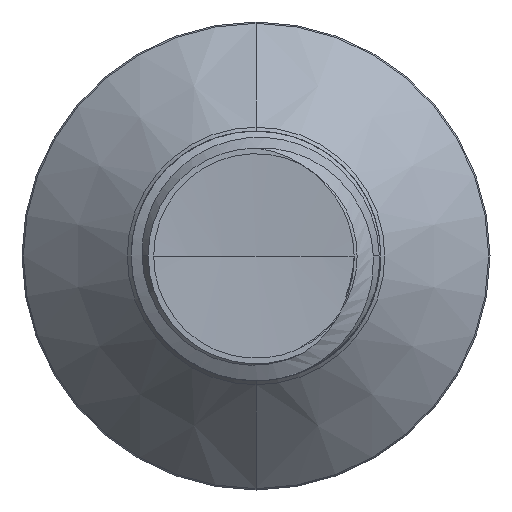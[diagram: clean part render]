
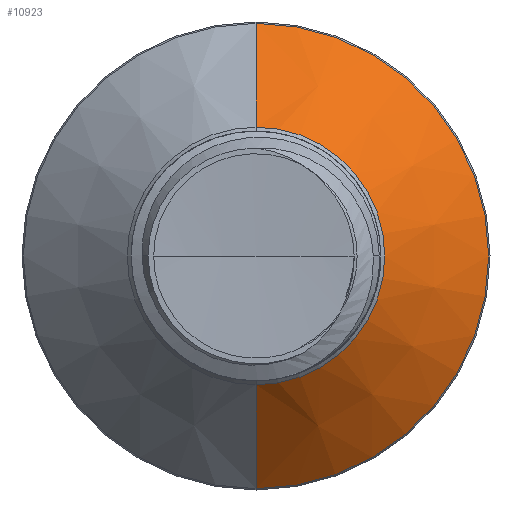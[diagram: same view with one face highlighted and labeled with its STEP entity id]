
A CAD part, front view. The second image highlights one B-rep face of the part: STEP entity #10923.
In plain terms, the highlighted conical face has half-angle 45 degrees and reference radius 2.064 mm.
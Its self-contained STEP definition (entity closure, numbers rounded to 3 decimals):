
#1780 = DIRECTION ( 'NONE',  ( 0., 0.707, -0.707 ) ) ;
#2139 = DIRECTION ( 'NONE',  ( 0., 1., 0. ) ) ;
#2324 = CARTESIAN_POINT ( 'NONE',  ( 0., 6.693, 0. ) ) ;
#3448 = CIRCLE ( 'NONE', #7651, 2.064 ) ;
#3897 = EDGE_CURVE ( 'NONE', #25755, #23161, #19994, .T. ) ;
#3902 = CONICAL_SURFACE ( 'NONE', #15947, 2.064, 0.785 ) ;
#4137 = VECTOR ( 'NONE', #1780, 1000. ) ;
#4606 = FACE_OUTER_BOUND ( 'NONE', #21896, .T. ) ;
#5319 = VECTOR ( 'NONE', #7984, 1000. ) ;
#5798 = DIRECTION ( 'NONE',  ( 0., 1., 0. ) ) ;
#6197 = CARTESIAN_POINT ( 'NONE',  ( 0., 6.693, -2.064 ) ) ;
#7651 = AXIS2_PLACEMENT_3D ( 'NONE', #15499, #2139, #17724 ) ;
#7837 = EDGE_CURVE ( 'NONE', #11233, #25755, #11962, .T. ) ;
#7984 = DIRECTION ( 'NONE',  ( 0., 0.707, 0.707 ) ) ;
#10066 = LINE ( 'NONE', #6197, #4137 ) ;
#10923 = ADVANCED_FACE ( 'NONE', ( #4606 ), #3902, .T. ) ;
#11023 = ORIENTED_EDGE ( 'NONE', *, *, #28985, .T. ) ;
#11233 = VERTEX_POINT ( 'NONE', #11891 ) ;
#11606 = DIRECTION ( 'NONE',  ( 0., 1., 0. ) ) ;
#11891 = CARTESIAN_POINT ( 'NONE',  ( 0., 6.693, 2.064 ) ) ;
#11962 = LINE ( 'NONE', #21314, #5319 ) ;
#15499 = CARTESIAN_POINT ( 'NONE',  ( 0., 6.693, 0. ) ) ;
#15947 = AXIS2_PLACEMENT_3D ( 'NONE', #2324, #11606, #27204 ) ;
#16909 = ORIENTED_EDGE ( 'NONE', *, *, #3897, .F. ) ;
#17724 = DIRECTION ( 'NONE',  ( 0., 0., 1. ) ) ;
#18883 = CARTESIAN_POINT ( 'NONE',  ( 0., 8.357, -3.728 ) ) ;
#19113 = CARTESIAN_POINT ( 'NONE',  ( 0., 8.357, 0. ) ) ;
#19994 = CIRCLE ( 'NONE', #21861, 3.728 ) ;
#20214 = VERTEX_POINT ( 'NONE', #28604 ) ;
#21314 = CARTESIAN_POINT ( 'NONE',  ( 0., 6.693, 2.064 ) ) ;
#21379 = DIRECTION ( 'NONE',  ( 0., 0., 1. ) ) ;
#21861 = AXIS2_PLACEMENT_3D ( 'NONE', #19113, #5798, #21379 ) ;
#21896 = EDGE_LOOP ( 'NONE', ( #28126, #11023, #16909, #22855 ) ) ;
#22855 = ORIENTED_EDGE ( 'NONE', *, *, #7837, .F. ) ;
#23161 = VERTEX_POINT ( 'NONE', #18883 ) ;
#25755 = VERTEX_POINT ( 'NONE', #28035 ) ;
#26511 = EDGE_CURVE ( 'NONE', #11233, #20214, #3448, .T. ) ;
#27204 = DIRECTION ( 'NONE',  ( 0., 0., 1. ) ) ;
#28035 = CARTESIAN_POINT ( 'NONE',  ( 0., 8.357, 3.728 ) ) ;
#28126 = ORIENTED_EDGE ( 'NONE', *, *, #26511, .T. ) ;
#28604 = CARTESIAN_POINT ( 'NONE',  ( 0., 6.693, -2.064 ) ) ;
#28985 = EDGE_CURVE ( 'NONE', #20214, #23161, #10066, .T. ) ;
